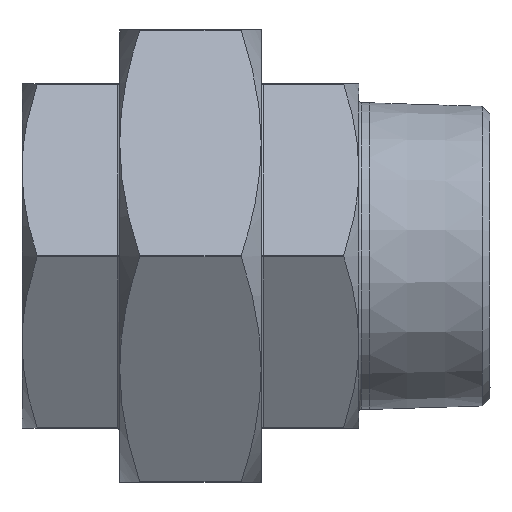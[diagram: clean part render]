
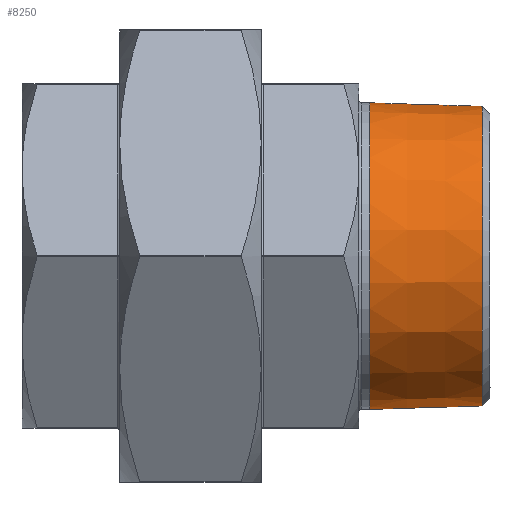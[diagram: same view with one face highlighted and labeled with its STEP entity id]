
A CAD part, front view. The second image highlights one B-rep face of the part: STEP entity #8250.
In plain terms, the highlighted conical face has half-angle 1.79 degrees and reference radius 29.807 mm.
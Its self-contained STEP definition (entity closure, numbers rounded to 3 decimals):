
#304 = DIRECTION ( 'NONE',  ( -1., 0., 0. ) ) ;
#305 = DIRECTION ( 'NONE',  ( 0., 0., 1. ) ) ;
#313 = CARTESIAN_POINT ( 'NONE',  ( 56.77, 0., 0. ) ) ;
#523 = CARTESIAN_POINT ( 'NONE',  ( 34.85, 0., 0. ) ) ;
#540 = DIRECTION ( 'NONE',  ( -1., 0., 0. ) ) ;
#541 = DIRECTION ( 'NONE',  ( 0., 0., 1. ) ) ;
#4140 = VERTEX_POINT ( 'NONE', #4172 ) ;
#4172 = CARTESIAN_POINT ( 'NONE',  ( 56.77, 0., 29.122 ) ) ;
#4211 = CARTESIAN_POINT ( 'NONE',  ( 34.85, 0., 29.807 ) ) ;
#4223 = VERTEX_POINT ( 'NONE', #4211 ) ;
#5086 = CONICAL_SURFACE ( 'NONE', #5087, 29.807, 0.031 ) ;
#5087 = AXIS2_PLACEMENT_3D ( 'NONE', #11307, #11290, #11305 ) ;
#7445 = AXIS2_PLACEMENT_3D ( 'NONE', #523, #540, #541 ) ;
#7480 = CIRCLE ( 'NONE', #7445, 29.807 ) ;
#8250 = ADVANCED_FACE ( 'NONE', ( #11296, #11297 ), #5086, .T. ) ;
#8618 = EDGE_CURVE ( 'NONE', #4140, #4140, #14219, .T. ) ;
#8649 = EDGE_CURVE ( 'NONE', #4223, #4223, #7480, .T. ) ;
#9269 = EDGE_LOOP ( 'NONE', ( #10201 ) ) ;
#9270 = EDGE_LOOP ( 'NONE', ( #10199 ) ) ;
#10199 = ORIENTED_EDGE ( 'NONE', *, *, #8618, .T. ) ;
#10201 = ORIENTED_EDGE ( 'NONE', *, *, #8649, .F. ) ;
#11290 = DIRECTION ( 'NONE',  ( -1., 0., 0. ) ) ;
#11296 = FACE_BOUND ( 'NONE', #9270, .T. ) ;
#11297 = FACE_OUTER_BOUND ( 'NONE', #9269, .T. ) ;
#11305 = DIRECTION ( 'NONE',  ( 0., 0., 1. ) ) ;
#11307 = CARTESIAN_POINT ( 'NONE',  ( 34.85, 0., 0. ) ) ;
#14219 = CIRCLE ( 'NONE', #14231, 29.122 ) ;
#14231 = AXIS2_PLACEMENT_3D ( 'NONE', #313, #304, #305 ) ;
